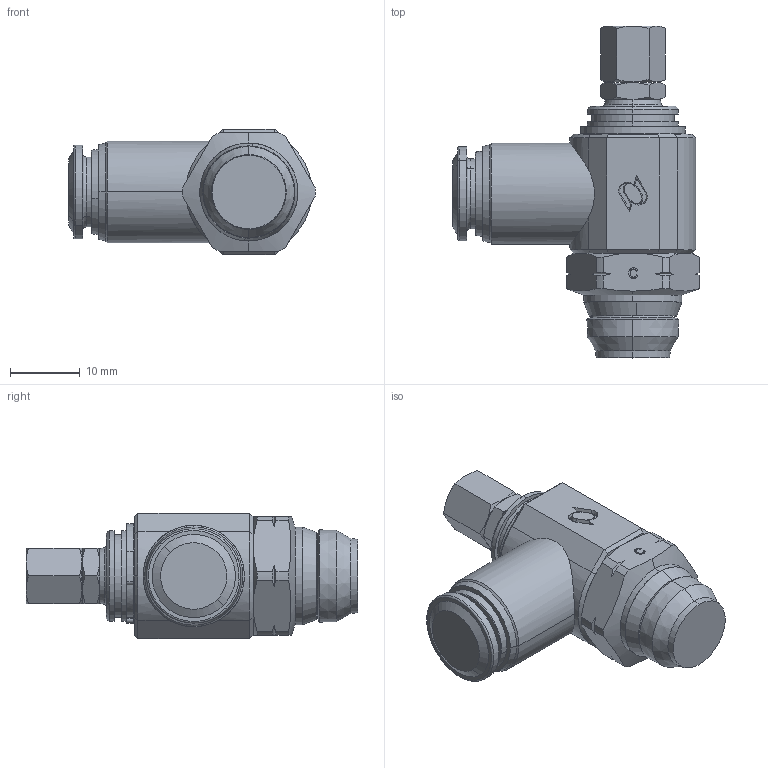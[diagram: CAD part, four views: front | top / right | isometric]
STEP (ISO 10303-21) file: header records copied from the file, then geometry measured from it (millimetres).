
FILE_DESCRIPTION (( 'STEP AP214' ), '1' );
FILE_NAME ('5790500011A.step', '2012-10-22T17:39:58', ( '' ), ( '' ), 'SwSTEP 2.0', 'SolidWorks 2012', '' );
FILE_SCHEMA (( 'AUTOMOTIVE_DESIGN' ));
Length unit declared in the file: millimetre
Products named in the file (1): 5790500011A
Bounding box: 35.28 x 47.5 x 18 mm (x, y, z)
Volume: 10222.3 mm3; surface area: 5350.8 mm2
Topology: 2 solids, 2 shells, 272 faces, 629 edges, 379 vertices
Faces by surface type: cone 96, plane 84, cylinder 58, torus 26, bspline 8
Entity records: 9975 total; most frequent: CARTESIAN_POINT 2437, DIRECTION 1308, ORIENTED_EDGE 1258, EDGE_CURVE 629, AXIS2_PLACEMENT_3D 532, VERTEX_POINT 379, EDGE_LOOP 290, FACE_OUTER_BOUND 272
